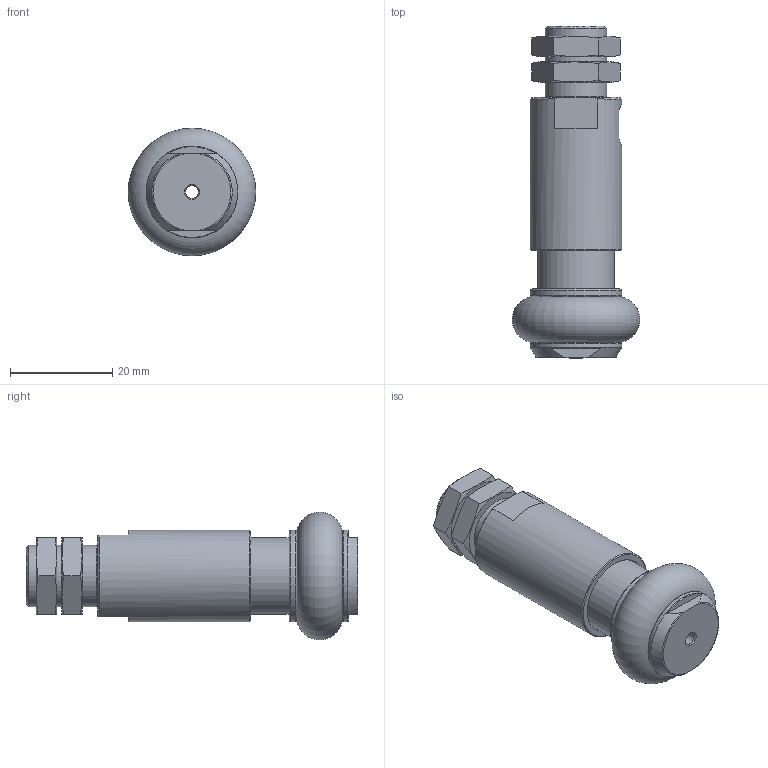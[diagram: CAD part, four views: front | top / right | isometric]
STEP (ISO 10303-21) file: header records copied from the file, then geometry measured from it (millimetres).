
FILE_DESCRIPTION(/* description */ ('STEP AP214'),/* implementation_level */ '2;1');
FILE_NAME(/* name */ '1320780_DHEB-18-E-D-S-P',/* time_stamp */ '2024-08-19T16:21:20+02:00',/* author */ ('License CC BY-ND 4.0'),/* organization */ ('CADENAS'),/* preprocessor_version */ 'ST-DEVELOPER v19.3',/* originating_system */ 'PARTsolutions',/* authorisation */ ' ');
FILE_SCHEMA (('AUTOMOTIVE_DESIGN {1 0 10303 214 3 1 1}'));
Length unit declared in the file: millimetre
Products named in the file (5): 1320780 DHEB-18-E-D-S-P---(AUS); 1365901 DHEB-18-E-D-S-P; 1355907 DHEB-18-E-D-S-P---(AUS); 1448947 DHAS-GB-B14-18-S---(MOD-AUS-D); 348987 SPZ-20 M12X1-4-15
Assembly tree (5 placements, depth 2):
  1320780 DHEB-18-E-D-S-P---(AUS)
    1365901 DHEB-18-E-D-S-P
    1355907 DHEB-18-E-D-S-P---(AUS)
    1448947 DHAS-GB-B14-18-S---(MOD-AUS-D)
    348987 SPZ-20 M12X1-4-15  x2
Bounding box: 24.99 x 65 x 24.99 mm (x, y, z)
Volume: 14364.6 mm3; surface area: 10332.7 mm2
Topology: 5 solids, 5 shells, 87 faces, 183 edges, 116 vertices
Faces by surface type: plane 40, cylinder 20, cone 19, torus 8
Full cylindrical faces by diameter (mm): 2.459 x1, 2.5 x1, 4.134 x2, 5 x2, 6.5 x1, 6.6 x3, 10.917 x2, 12 x1, 15 x2, 18 x3
Entity records: 1948 total; most frequent: CARTESIAN_POINT 400, DIRECTION 308, ORIENTED_EDGE 222, AXIS2_PLACEMENT_3D 144, EDGE_LOOP 130, FACE_BOUND 130, EDGE_CURVE 111, VERTEX_POINT 91
